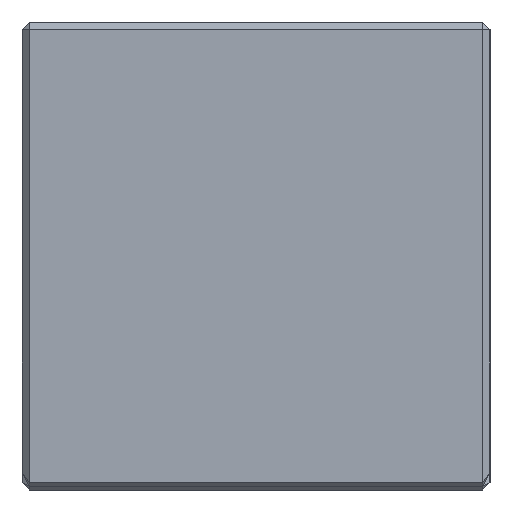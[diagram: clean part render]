
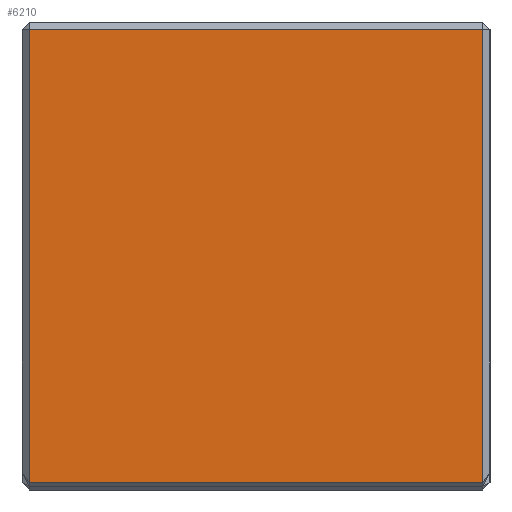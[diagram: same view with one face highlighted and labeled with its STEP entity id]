
A CAD part, left-side view. The second image highlights one B-rep face of the part: STEP entity #6210.
In plain terms, the highlighted planar face has unit normal (-1, 0, 0).
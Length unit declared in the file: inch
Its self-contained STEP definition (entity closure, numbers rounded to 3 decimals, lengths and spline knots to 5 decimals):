
#191 = LINE ( 'NONE', #5110, #8015 ) ;
#396 = PLANE ( 'NONE',  #2204 ) ;
#482 = CARTESIAN_POINT ( 'NONE',  ( -0.25, -0.24213, 0.24213 ) ) ;
#835 = DIRECTION ( 'NONE',  ( 0., -1., 0. ) ) ;
#867 = VECTOR ( 'NONE', #3371, 39.37008 ) ;
#942 = CARTESIAN_POINT ( 'NONE',  ( -0.25, 0.24213, -0.24213 ) ) ;
#1398 = VERTEX_POINT ( 'NONE', #2048 ) ;
#1491 = VECTOR ( 'NONE', #6342, 39.37008 ) ;
#1966 = VERTEX_POINT ( 'NONE', #942 ) ;
#2048 = CARTESIAN_POINT ( 'NONE',  ( -0.25, -0.24213, -0.24213 ) ) ;
#2161 = ORIENTED_EDGE ( 'NONE', *, *, #3225, .T. ) ;
#2204 = AXIS2_PLACEMENT_3D ( 'NONE', #7173, #4735, #4089 ) ;
#2230 = EDGE_CURVE ( 'NONE', #1966, #1398, #191, .T. ) ;
#2523 = ORIENTED_EDGE ( 'NONE', *, *, #7383, .T. ) ;
#3225 = EDGE_CURVE ( 'NONE', #7484, #1966, #5607, .T. ) ;
#3243 = CARTESIAN_POINT ( 'NONE',  ( -0.25, -0.25, 0.24213 ) ) ;
#3340 = VERTEX_POINT ( 'NONE', #482 ) ;
#3371 = DIRECTION ( 'NONE',  ( 0., 0., -1. ) ) ;
#3685 = EDGE_CURVE ( 'NONE', #3340, #7484, #5513, .T. ) ;
#3850 = VECTOR ( 'NONE', #4531, 39.37008 ) ;
#4089 = DIRECTION ( 'NONE',  ( 0., 0., 1. ) ) ;
#4531 = DIRECTION ( 'NONE',  ( 0., 1., 0. ) ) ;
#4735 = DIRECTION ( 'NONE',  ( -1., 0., 0. ) ) ;
#5110 = CARTESIAN_POINT ( 'NONE',  ( -0.25, -0.25, -0.24213 ) ) ;
#5479 = ORIENTED_EDGE ( 'NONE', *, *, #2230, .T. ) ;
#5513 = LINE ( 'NONE', #3243, #3850 ) ;
#5607 = LINE ( 'NONE', #7624, #867 ) ;
#6166 = FACE_OUTER_BOUND ( 'NONE', #7282, .T. ) ;
#6210 = ADVANCED_FACE ( 'NONE', ( #6166 ), #396, .T. ) ;
#6342 = DIRECTION ( 'NONE',  ( 0., 0., 1. ) ) ;
#6616 = LINE ( 'NONE', #6951, #1491 ) ;
#6951 = CARTESIAN_POINT ( 'NONE',  ( -0.25, -0.24213, 0.25 ) ) ;
#7073 = ORIENTED_EDGE ( 'NONE', *, *, #3685, .T. ) ;
#7089 = CARTESIAN_POINT ( 'NONE',  ( -0.25, 0.24213, 0.24213 ) ) ;
#7173 = CARTESIAN_POINT ( 'NONE',  ( -0.25, -0.25, 0.25 ) ) ;
#7282 = EDGE_LOOP ( 'NONE', ( #2161, #5479, #2523, #7073 ) ) ;
#7383 = EDGE_CURVE ( 'NONE', #1398, #3340, #6616, .T. ) ;
#7484 = VERTEX_POINT ( 'NONE', #7089 ) ;
#7624 = CARTESIAN_POINT ( 'NONE',  ( -0.25, 0.24213, 0.25 ) ) ;
#8015 = VECTOR ( 'NONE', #835, 39.37008 ) ;
